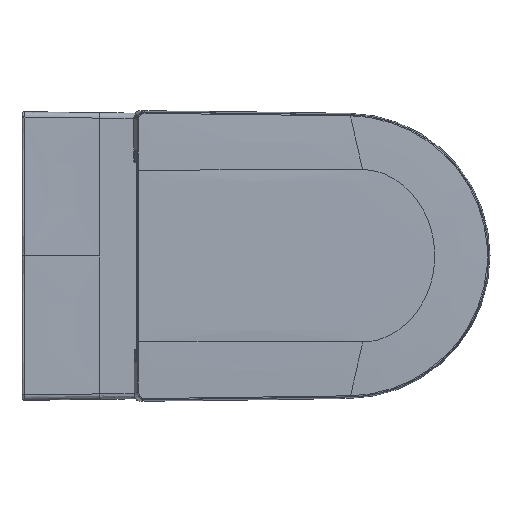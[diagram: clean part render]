
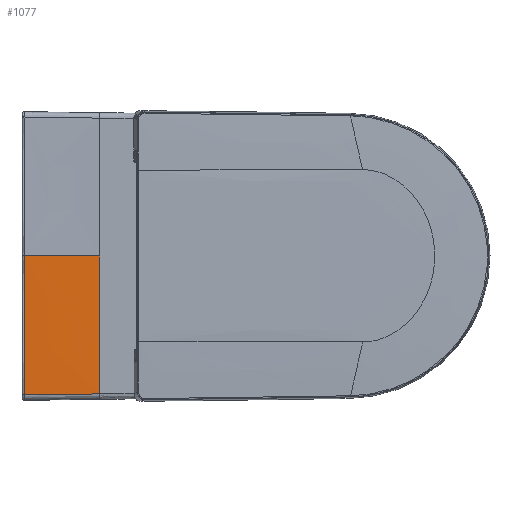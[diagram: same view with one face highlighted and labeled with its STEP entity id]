
A CAD part, top view. The second image highlights one B-rep face of the part: STEP entity #1077.
In plain terms, the highlighted free-form (B-spline) face has degree [3, 3] with [4, 4] control points.
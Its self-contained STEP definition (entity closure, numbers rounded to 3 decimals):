
#224=CARTESIAN_POINT('',(100.0,0.0,0.0));
#225=VERTEX_POINT('',#224);
#232=CARTESIAN_POINT('',(100.,-177.399,0.));
#233=VERTEX_POINT('',#232);
#234=CARTESIAN_POINT('',(100.0,-177.399,0.0));
#235=DIRECTION('',(0.0,1.0,0.0));
#236=VECTOR('',#235,177.399);
#237=LINE('',#234,#236);
#238=EDGE_CURVE('',#225,#233,#237,.F.);
#1012=CARTESIAN_POINT('',(100.0,0.,0.));
#1013=CARTESIAN_POINT('',(100.0,-59.192,0.));
#1014=CARTESIAN_POINT('',(100.0,-118.383,0.));
#1015=CARTESIAN_POINT('',(100.0,-177.575,0.));
#1016=CARTESIAN_POINT('',(67.662,0.,0.));
#1017=CARTESIAN_POINT('',(67.663,-59.332,0.));
#1018=CARTESIAN_POINT('',(67.665,-118.664,0.));
#1019=CARTESIAN_POINT('',(67.668,-177.995,0.));
#1020=CARTESIAN_POINT('',(35.331,0.,0.627));
#1021=CARTESIAN_POINT('',(35.331,-59.475,0.627));
#1022=CARTESIAN_POINT('',(35.335,-118.951,0.82));
#1023=CARTESIAN_POINT('',(35.337,-178.417,0.091));
#1024=CARTESIAN_POINT('',(3.005,0.,1.882));
#1025=CARTESIAN_POINT('',(3.005,-59.617,1.882));
#1026=CARTESIAN_POINT('',(3.006,-119.233,1.336));
#1027=CARTESIAN_POINT('',(3.006,-178.838,0.145));
#1028=B_SPLINE_SURFACE_WITH_KNOTS('',3,3,((#1012,#1016,#1020,#1024),(#1013,#1017,#1021,#1025),(#1014,#1018,#1022,#1026),(#1015,#1019,#1023,#1027)),.UNSPECIFIED.,.F.,.F.,.U.,(4,4),(4,4),(0.,178.231),(0.0,97.017),.UNSPECIFIED.);
#1029=CARTESIAN_POINT('',(3.006,-178.838,0.145));
#1030=VERTEX_POINT('',#1029);
#1031=CARTESIAN_POINT('',(3.116,0.,1.877));
#1032=VERTEX_POINT('',#1031);
#1033=CARTESIAN_POINT('',(3.006,-178.838,0.145));
#1034=CARTESIAN_POINT('',(3.027,-149.032,0.741));
#1035=CARTESIAN_POINT('',(3.055,-119.228,1.174));
#1036=CARTESIAN_POINT('',(3.077,-89.426,1.458));
#1037=CARTESIAN_POINT('',(3.088,-74.525,1.6));
#1038=CARTESIAN_POINT('',(3.098,-59.623,1.705));
#1039=CARTESIAN_POINT('',(3.105,-44.72,1.774));
#1040=CARTESIAN_POINT('',(3.108,-37.268,1.809));
#1041=CARTESIAN_POINT('',(3.111,-29.816,1.835));
#1042=CARTESIAN_POINT('',(3.113,-22.363,1.852));
#1043=CARTESIAN_POINT('',(3.114,-18.637,1.86));
#1044=CARTESIAN_POINT('',(3.115,-14.911,1.867));
#1045=CARTESIAN_POINT('',(3.115,-11.185,1.871));
#1046=CARTESIAN_POINT('',(3.116,-7.458,1.875));
#1047=CARTESIAN_POINT('',(3.116,-3.743,1.877));
#1048=CARTESIAN_POINT('',(3.116,0.,1.877));
#1049=B_SPLINE_CURVE_WITH_KNOTS('',3,(#1033,#1034,#1035,#1036,#1037,#1038,#1039,#1040,#1041,#1042,#1043,#1044,#1045,#1046,#1047,#1048),.UNSPECIFIED.,.F.,.U.,(4,3,3,3,3,4),(62.257,188.496,251.615,283.175,298.954,314.734),.UNSPECIFIED.);
#1050=EDGE_CURVE('',#1030,#1032,#1049,.T.);
#1051=ORIENTED_EDGE('',*,*,#1050,.F.);
#1052=CARTESIAN_POINT('',(100.0,-177.399,0.));
#1053=CARTESIAN_POINT('',(98.204,-177.423,0.));
#1054=CARTESIAN_POINT('',(96.411,-177.447,0.));
#1055=CARTESIAN_POINT('',(94.618,-177.471,0.001));
#1056=CARTESIAN_POINT('',(84.93,-177.604,0.004));
#1057=CARTESIAN_POINT('',(75.236,-177.742,0.014));
#1058=CARTESIAN_POINT('',(67.342,-177.859,0.025));
#1059=CARTESIAN_POINT('',(49.744,-178.122,0.055));
#1060=CARTESIAN_POINT('',(32.135,-178.393,0.091));
#1061=CARTESIAN_POINT('',(22.425,-178.543,0.111));
#1062=CARTESIAN_POINT('',(12.715,-178.692,0.13));
#1063=CARTESIAN_POINT('',(3.006,-178.838,0.145));
#1064=B_SPLINE_CURVE_WITH_KNOTS('',5,(#1052,#1053,#1054,#1055,#1056,#1057,#1058,#1059,#1060,#1061,#1062,#1063),.UNSPECIFIED.,.F.,.U.,(6,3,3,6),(119.059,131.331,185.01,250.961),.UNSPECIFIED.);
#1065=EDGE_CURVE('',#233,#1030,#1064,.T.);
#1066=ORIENTED_EDGE('',*,*,#1065,.F.);
#1067=ORIENTED_EDGE('',*,*,#238,.F.);
#1068=CARTESIAN_POINT('',(100.0,0.,0.));
#1069=CARTESIAN_POINT('',(67.699,0.,0.));
#1070=CARTESIAN_POINT('',(35.405,0.,0.626));
#1071=CARTESIAN_POINT('',(3.116,0.,1.877));
#1072=B_SPLINE_CURVE_WITH_KNOTS('',3,(#1068,#1069,#1070,#1071),.UNSPECIFIED.,.F.,.U.,(4,4),(0.,137.044),.UNSPECIFIED.);
#1073=EDGE_CURVE('',#1032,#225,#1072,.F.);
#1074=ORIENTED_EDGE('',*,*,#1073,.F.);
#1075=EDGE_LOOP('',(#1051,#1066,#1067,#1074));
#1076=FACE_OUTER_BOUND('',#1075,.T.);
#1077=ADVANCED_FACE('',(#1076),#1028,.F.);
